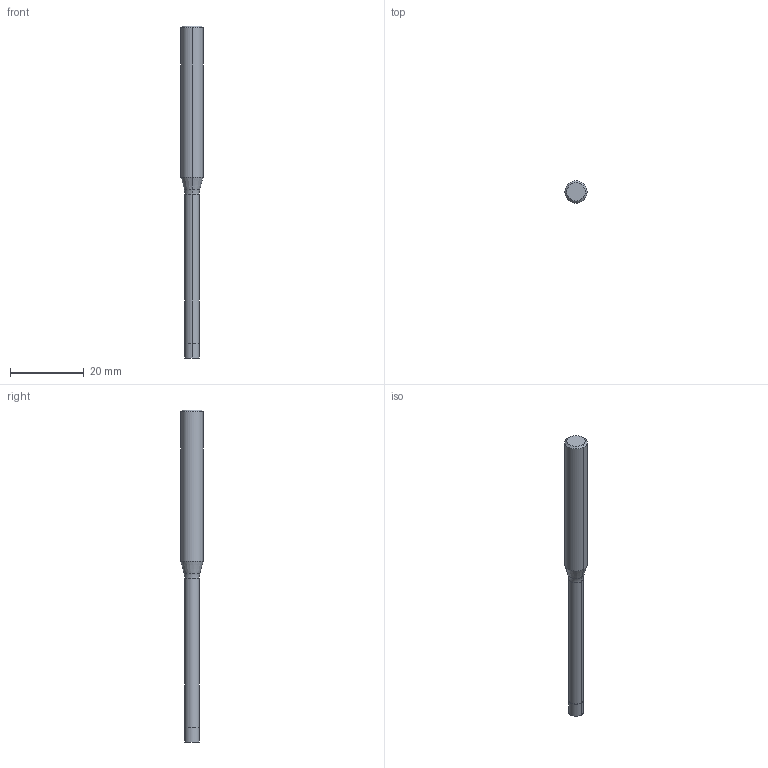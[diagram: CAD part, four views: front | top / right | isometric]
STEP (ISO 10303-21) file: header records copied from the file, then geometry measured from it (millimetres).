
FILE_DESCRIPTION((''),'2;1');
FILE_NAME('MS4XLD0400N450_ASM','2020-05-12T17:46:24',('zhangnw'),(''),'CREO PARAMETRIC BY PTC INC, 2018500','CREO PARAMETRIC BY PTC INC, 2018500','');
FILE_SCHEMA(('AUTOMOTIVE_DESIGN { 1 0 10303 214 1 1 1 1 }'));
Length unit declared in the file: millimetre
Products named in the file (3): CUT_MS4XLD0400N450; NOCUT_MS4XLD0400N450; MS4XLD0400N450_ASM
Assembly tree (2 placements, depth 2):
  MS4XLD0400N450_ASM
    CUT_MS4XLD0400N450
    NOCUT_MS4XLD0400N450
Bounding box: 6 x 6 x 90 mm (x, y, z)
Volume: 1776 mm3; surface area: 1450.4 mm2
Topology: 2 solids, 2 shells, 18 faces, 36 edges, 22 vertices
Faces by surface type: cylinder 6, cone 6, plane 4, torus 2
Entity records: 1168 total; most frequent: DIRECTION 118, CARTESIAN_POINT 93, PROPERTY_DEFINITION 85, REPRESENTATION 83, PROPERTY_DEFINITION_REPRESENTATION 83, ORIENTED_EDGE 64, AXIS2_PLACEMENT_3D 51, PRESENTATION_STYLE_ASSIGNMENT 42
